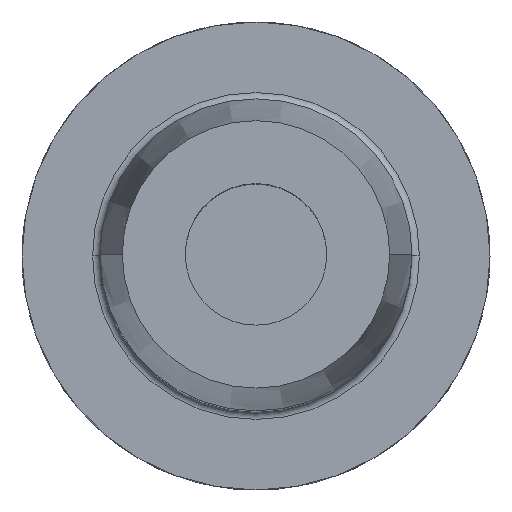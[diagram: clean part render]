
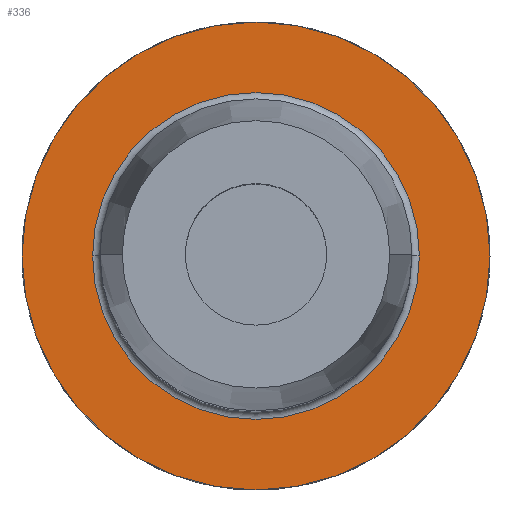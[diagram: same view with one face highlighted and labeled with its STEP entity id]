
A CAD part, top view. The second image highlights one B-rep face of the part: STEP entity #336.
In plain terms, the highlighted planar face has unit normal (0, 0, 1).
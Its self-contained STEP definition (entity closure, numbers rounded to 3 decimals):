
#6 = AXIS2_PLACEMENT_3D ( 'NONE', #1285, #486, #1418 ) ;
#41 = VERTEX_POINT ( 'NONE', #837 ) ;
#101 = CARTESIAN_POINT ( 'NONE',  ( 0., 0., 27. ) ) ;
#119 = AXIS2_PLACEMENT_3D ( 'NONE', #101, #338, #1257 ) ;
#208 = DIRECTION ( 'NONE',  ( -1., 0., 0. ) ) ;
#227 = VERTEX_POINT ( 'NONE', #513 ) ;
#238 = CIRCLE ( 'NONE', #320, 31.5 ) ;
#264 = ORIENTED_EDGE ( 'NONE', *, *, #929, .F. ) ;
#268 = FACE_BOUND ( 'NONE', #1220, .T. ) ;
#320 = AXIS2_PLACEMENT_3D ( 'NONE', #559, #1622, #846 ) ;
#336 = ADVANCED_FACE ( 'NONE', ( #268, #608 ), #1640, .F. ) ;
#338 = DIRECTION ( 'NONE',  ( 0., 0., -1. ) ) ;
#361 = CARTESIAN_POINT ( 'NONE',  ( 0., 0., 27. ) ) ;
#483 = EDGE_CURVE ( 'NONE', #1473, #227, #1343, .T. ) ;
#486 = DIRECTION ( 'NONE',  ( 0., 0., -1. ) ) ;
#513 = CARTESIAN_POINT ( 'NONE',  ( -22., 0., 27. ) ) ;
#559 = CARTESIAN_POINT ( 'NONE',  ( 0., 0., 27. ) ) ;
#608 = FACE_OUTER_BOUND ( 'NONE', #753, .T. ) ;
#740 = CIRCLE ( 'NONE', #1242, 31.5 ) ;
#753 = EDGE_LOOP ( 'NONE', ( #1380, #264 ) ) ;
#807 = CIRCLE ( 'NONE', #1635, 22. ) ;
#837 = CARTESIAN_POINT ( 'NONE',  ( -31.5, 0., 27. ) ) ;
#846 = DIRECTION ( 'NONE',  ( -1., 0., 0. ) ) ;
#929 = EDGE_CURVE ( 'NONE', #1265, #41, #740, .T. ) ;
#969 = CARTESIAN_POINT ( 'NONE',  ( 0., 0., 27. ) ) ;
#1003 = EDGE_CURVE ( 'NONE', #41, #1265, #238, .T. ) ;
#1100 = EDGE_CURVE ( 'NONE', #227, #1473, #807, .T. ) ;
#1120 = DIRECTION ( 'NONE',  ( 0., 0., -1. ) ) ;
#1192 = CARTESIAN_POINT ( 'NONE',  ( 22., 0., 27. ) ) ;
#1220 = EDGE_LOOP ( 'NONE', ( #1537, #1594 ) ) ;
#1242 = AXIS2_PLACEMENT_3D ( 'NONE', #969, #1120, #208 ) ;
#1257 = DIRECTION ( 'NONE',  ( -1., 0., 0. ) ) ;
#1265 = VERTEX_POINT ( 'NONE', #1437 ) ;
#1270 = DIRECTION ( 'NONE',  ( 0., 0., -1. ) ) ;
#1285 = CARTESIAN_POINT ( 'NONE',  ( 0., 0., 27. ) ) ;
#1343 = CIRCLE ( 'NONE', #6, 22. ) ;
#1380 = ORIENTED_EDGE ( 'NONE', *, *, #1003, .F. ) ;
#1401 = DIRECTION ( 'NONE',  ( -1., 0., 0. ) ) ;
#1418 = DIRECTION ( 'NONE',  ( -1., 0., 0. ) ) ;
#1437 = CARTESIAN_POINT ( 'NONE',  ( 31.5, 0., 27. ) ) ;
#1473 = VERTEX_POINT ( 'NONE', #1192 ) ;
#1537 = ORIENTED_EDGE ( 'NONE', *, *, #1100, .T. ) ;
#1594 = ORIENTED_EDGE ( 'NONE', *, *, #483, .T. ) ;
#1622 = DIRECTION ( 'NONE',  ( 0., 0., -1. ) ) ;
#1635 = AXIS2_PLACEMENT_3D ( 'NONE', #361, #1270, #1401 ) ;
#1640 = PLANE ( 'NONE',  #119 ) ;
